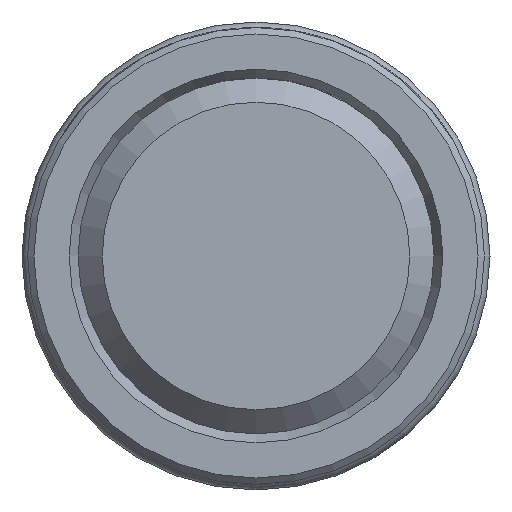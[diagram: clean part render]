
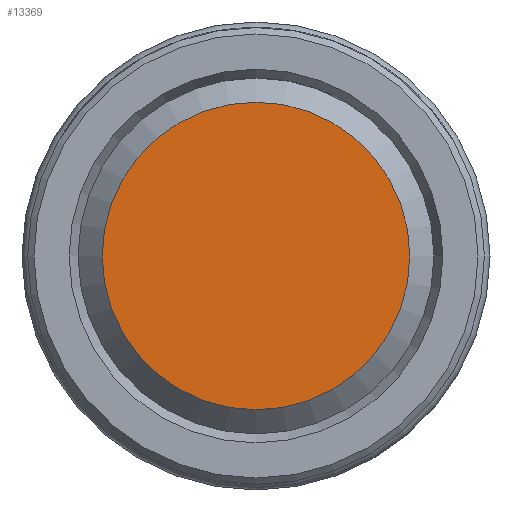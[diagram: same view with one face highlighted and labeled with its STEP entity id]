
A CAD part, left-side view. The second image highlights one B-rep face of the part: STEP entity #13369.
In plain terms, the highlighted planar face has unit normal (-1, 0, 0).
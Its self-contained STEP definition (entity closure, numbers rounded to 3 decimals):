
#13235=CARTESIAN_POINT('',(0.0,9.55,0.));
#13236=VERTEX_POINT('',#13235);
#13237=CARTESIAN_POINT('',(0.0,0.0,0.0));
#13238=DIRECTION('',(1.0,0.0,0.0));
#13239=DIRECTION('',(0.0,-1.0,0.0));
#13240=AXIS2_PLACEMENT_3D('',#13237,#13238,#13239);
#13241=CIRCLE('',#13240,9.55);
#13242=EDGE_CURVE('',#13236,#13236,#13241,.T.);
#13361=CARTESIAN_POINT('',(0.0,0.0,0.0));
#13362=DIRECTION('',(-1.0,0.0,0.0));
#13363=DIRECTION('',(0.0,0.0,1.0));
#13364=AXIS2_PLACEMENT_3D('',#13361,#13362,#13363);
#13365=PLANE('',#13364);
#13366=ORIENTED_EDGE('',*,*,#13242,.F.);
#13367=EDGE_LOOP('',(#13366));
#13368=FACE_OUTER_BOUND('',#13367,.T.);
#13369=ADVANCED_FACE('',(#13368),#13365,.T.);
